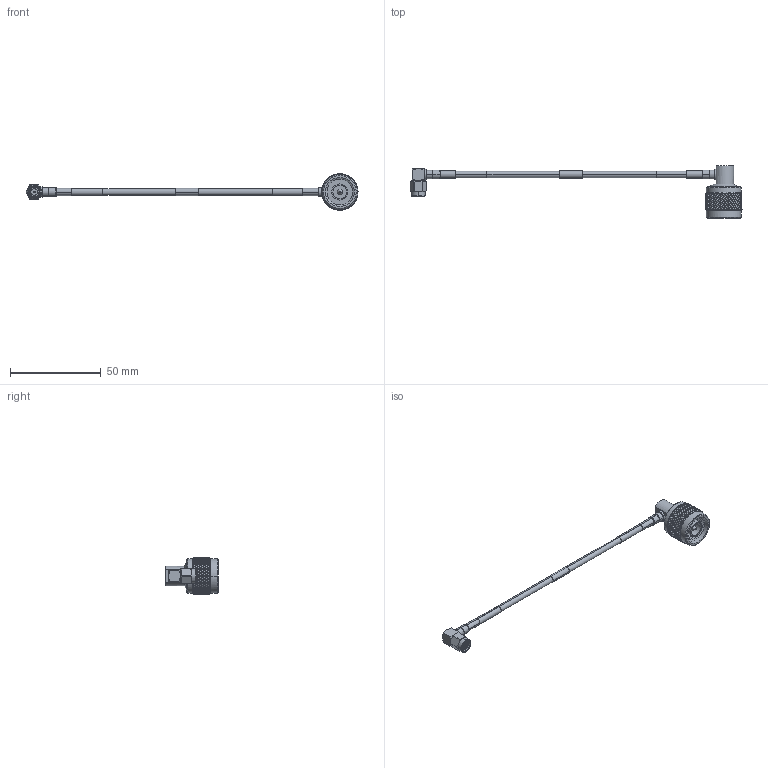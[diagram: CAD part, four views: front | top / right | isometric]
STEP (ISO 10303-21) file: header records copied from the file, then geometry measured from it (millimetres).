
FILE_DESCRIPTION (( 'STEP AP214' ), '1' );
FILE_NAME ('LCCA30478_3D.STEP', '2020-04-23T14:45:40', ( '' ), ( '' ), 'SwSTEP 2.0', 'SolidWorks 2018', '' );
FILE_SCHEMA (( 'AUTOMOTIVE_DESIGN' ));
Length unit declared in the file: inch
Products named in the file (6): LC141TBJ-PROD; LCCA30478_3D; LC141TBJ (141 Formable with HeatShrink); LCCN3053; 1AW01-003_.152 ID; LCCN3045
Assembly tree (7 placements, depth 3):
  LCCA30478_3D
    LC141TBJ-PROD
      LC141TBJ (141 Formable with HeatShrink)
      1AW01-003_.152 ID  x3
    LCCN3045
    LCCN3053
Bounding box: 183.13 x 29.15 x 20.07 mm (x, y, z)
Volume: 6010.1 mm3; surface area: 9493.6 mm2
Topology: 10 solids, 10 shells, 2544 faces, 5268 edges, 2763 vertices
Faces by surface type: bspline 1603, cylinder 493, cone 271, plane 171, torus 4, sphere 2
Entity records: 93053 total; most frequent: CARTESIAN_POINT 57021, ORIENTED_EDGE 10484, EDGE_CURVE 5242, DIRECTION 3392, VERTEX_POINT 2747, EDGE_LOOP 2561, ADVANCED_FACE 2532, FACE_OUTER_BOUND 2532
